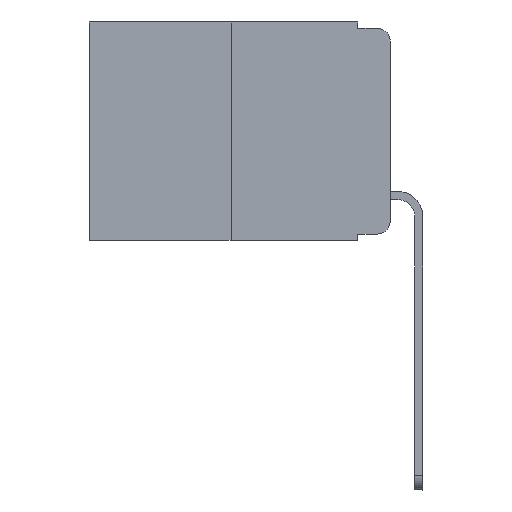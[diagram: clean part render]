
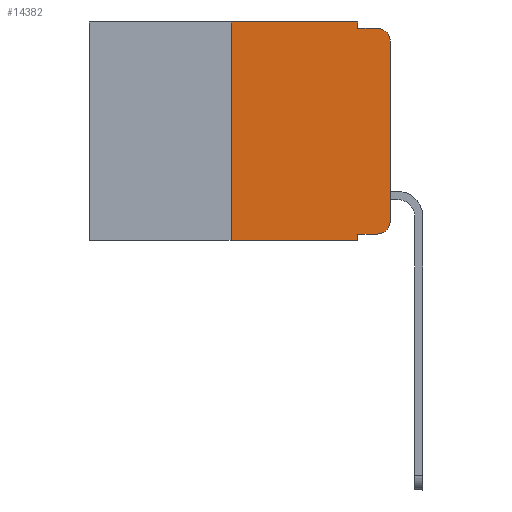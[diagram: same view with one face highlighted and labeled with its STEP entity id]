
A CAD part, left-side view. The second image highlights one B-rep face of the part: STEP entity #14382.
In plain terms, the highlighted planar face has unit normal (-1, 0, 0).
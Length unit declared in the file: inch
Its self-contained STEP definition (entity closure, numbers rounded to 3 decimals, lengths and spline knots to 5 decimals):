
#136 = LINE ( 'NONE', #15809, #1666 ) ;
#201 = CARTESIAN_POINT ( 'NONE',  ( 0., 0.051, -0.343 ) ) ;
#282 = DIRECTION ( 'NONE',  ( 0., -1., 0. ) ) ;
#427 = DIRECTION ( 'NONE',  ( 0., 0., -1. ) ) ;
#545 = VERTEX_POINT ( 'NONE', #1503 ) ;
#895 = DIRECTION ( 'NONE',  ( -1., 0., 0. ) ) ;
#1296 = VERTEX_POINT ( 'NONE', #17971 ) ;
#1446 = EDGE_CURVE ( 'NONE', #4334, #14005, #2001, .T. ) ;
#1503 = CARTESIAN_POINT ( 'NONE',  ( 0., 0.25, -0.343 ) ) ;
#1666 = VECTOR ( 'NONE', #5779, 39.37008 ) ;
#1672 = ORIENTED_EDGE ( 'NONE', *, *, #1446, .T. ) ;
#2001 = CIRCLE ( 'NONE', #5832, 0.02 ) ;
#2116 = DIRECTION ( 'NONE',  ( 1., 0., 0. ) ) ;
#2259 = EDGE_CURVE ( 'NONE', #545, #13800, #13066, .T. ) ;
#2550 = CARTESIAN_POINT ( 'NONE',  ( 0., 0.02, -0.01 ) ) ;
#2896 = AXIS2_PLACEMENT_3D ( 'NONE', #11078, #895, #12459 ) ;
#2920 = VERTEX_POINT ( 'NONE', #13970 ) ;
#3030 = EDGE_CURVE ( 'NONE', #1296, #4697, #10086, .T. ) ;
#3587 = VECTOR ( 'NONE', #4301, 39.37008 ) ;
#3903 = VECTOR ( 'NONE', #6038, 39.37008 ) ;
#3919 = LINE ( 'NONE', #10995, #17274 ) ;
#3951 = ORIENTED_EDGE ( 'NONE', *, *, #14896, .T. ) ;
#4301 = DIRECTION ( 'NONE',  ( 0., -1., 0. ) ) ;
#4334 = VERTEX_POINT ( 'NONE', #8991 ) ;
#4346 = CARTESIAN_POINT ( 'NONE',  ( 0., 0.473, -0.343 ) ) ;
#4697 = VERTEX_POINT ( 'NONE', #2550 ) ;
#4745 = ORIENTED_EDGE ( 'NONE', *, *, #8245, .F. ) ;
#4748 = CARTESIAN_POINT ( 'NONE',  ( 0., 0.473, 0. ) ) ;
#4948 = ORIENTED_EDGE ( 'NONE', *, *, #3030, .F. ) ;
#5243 = VECTOR ( 'NONE', #427, 39.37008 ) ;
#5390 = DIRECTION ( 'NONE',  ( 0., -1., 0. ) ) ;
#5663 = ORIENTED_EDGE ( 'NONE', *, *, #17668, .F. ) ;
#5779 = DIRECTION ( 'NONE',  ( 0., 0., 1. ) ) ;
#5832 = AXIS2_PLACEMENT_3D ( 'NONE', #12596, #18236, #17217 ) ;
#6038 = DIRECTION ( 'NONE',  ( 0., -1., 0. ) ) ;
#6458 = FACE_OUTER_BOUND ( 'NONE', #9417, .T. ) ;
#7089 = CARTESIAN_POINT ( 'NONE',  ( 0., 0.051, 0. ) ) ;
#7436 = LINE ( 'NONE', #13028, #5243 ) ;
#7465 = DIRECTION ( 'NONE',  ( 0., 0., -1. ) ) ;
#7545 = VERTEX_POINT ( 'NONE', #10934 ) ;
#7598 = ORIENTED_EDGE ( 'NONE', *, *, #13264, .F. ) ;
#7979 = CARTESIAN_POINT ( 'NONE',  ( 0., 0.051, 0. ) ) ;
#8155 = CARTESIAN_POINT ( 'NONE',  ( 0., 0.25, 0. ) ) ;
#8245 = EDGE_CURVE ( 'NONE', #2920, #9845, #17281, .T. ) ;
#8249 = VECTOR ( 'NONE', #282, 39.37008 ) ;
#8447 = CARTESIAN_POINT ( 'NONE',  ( 0., 0.051, -0.333 ) ) ;
#8548 = LINE ( 'NONE', #7089, #17415 ) ;
#8991 = CARTESIAN_POINT ( 'NONE',  ( 0., 0.02, -0.333 ) ) ;
#9417 = EDGE_LOOP ( 'NONE', ( #9941, #3951, #4948, #15893, #4745, #7598, #15123, #5663, #17233, #1672 ) ) ;
#9550 = VERTEX_POINT ( 'NONE', #8447 ) ;
#9845 = VERTEX_POINT ( 'NONE', #7979 ) ;
#9897 = LINE ( 'NONE', #8155, #10545 ) ;
#9905 = CARTESIAN_POINT ( 'NONE',  ( 0., 0.051, -0.01 ) ) ;
#9941 = ORIENTED_EDGE ( 'NONE', *, *, #11335, .T. ) ;
#10086 = LINE ( 'NONE', #9905, #3587 ) ;
#10493 = CARTESIAN_POINT ( 'NONE',  ( 0., 0.473, 0. ) ) ;
#10545 = VECTOR ( 'NONE', #18123, 39.37008 ) ;
#10934 = CARTESIAN_POINT ( 'NONE',  ( 0., 0., -0.03 ) ) ;
#10995 = CARTESIAN_POINT ( 'NONE',  ( 0., 0.051, -0.333 ) ) ;
#11078 = CARTESIAN_POINT ( 'NONE',  ( 0., 0.02, -0.03 ) ) ;
#11335 = EDGE_CURVE ( 'NONE', #14005, #7545, #136, .T. ) ;
#11654 = EDGE_CURVE ( 'NONE', #9550, #4334, #3919, .T. ) ;
#12459 = DIRECTION ( 'NONE',  ( 0., 0., -1. ) ) ;
#12596 = CARTESIAN_POINT ( 'NONE',  ( 0., 0.02, -0.313 ) ) ;
#12696 = DIRECTION ( 'NONE',  ( 0., 0., -1. ) ) ;
#13028 = CARTESIAN_POINT ( 'NONE',  ( 0., 0.051, 0. ) ) ;
#13049 = EDGE_CURVE ( 'NONE', #9845, #1296, #7436, .T. ) ;
#13066 = LINE ( 'NONE', #4346, #8249 ) ;
#13264 = EDGE_CURVE ( 'NONE', #545, #2920, #9897, .T. ) ;
#13800 = VERTEX_POINT ( 'NONE', #201 ) ;
#13970 = CARTESIAN_POINT ( 'NONE',  ( 0., 0.25, 0. ) ) ;
#14005 = VERTEX_POINT ( 'NONE', #15213 ) ;
#14069 = CIRCLE ( 'NONE', #2896, 0.02 ) ;
#14382 = ADVANCED_FACE ( 'NONE', ( #6458 ), #17518, .F. ) ;
#14896 = EDGE_CURVE ( 'NONE', #7545, #4697, #14069, .T. ) ;
#15123 = ORIENTED_EDGE ( 'NONE', *, *, #2259, .T. ) ;
#15213 = CARTESIAN_POINT ( 'NONE',  ( 0., 0., -0.313 ) ) ;
#15534 = AXIS2_PLACEMENT_3D ( 'NONE', #10493, #2116, #7465 ) ;
#15809 = CARTESIAN_POINT ( 'NONE',  ( 0., 0., 0. ) ) ;
#15893 = ORIENTED_EDGE ( 'NONE', *, *, #13049, .F. ) ;
#17217 = DIRECTION ( 'NONE',  ( 0., 0., -1. ) ) ;
#17233 = ORIENTED_EDGE ( 'NONE', *, *, #11654, .T. ) ;
#17274 = VECTOR ( 'NONE', #5390, 39.37008 ) ;
#17281 = LINE ( 'NONE', #4748, #3903 ) ;
#17415 = VECTOR ( 'NONE', #12696, 39.37008 ) ;
#17518 = PLANE ( 'NONE',  #15534 ) ;
#17668 = EDGE_CURVE ( 'NONE', #9550, #13800, #8548, .T. ) ;
#17971 = CARTESIAN_POINT ( 'NONE',  ( 0., 0.051, -0.01 ) ) ;
#18123 = DIRECTION ( 'NONE',  ( 0., 0., 1. ) ) ;
#18236 = DIRECTION ( 'NONE',  ( -1., 0., 0. ) ) ;
